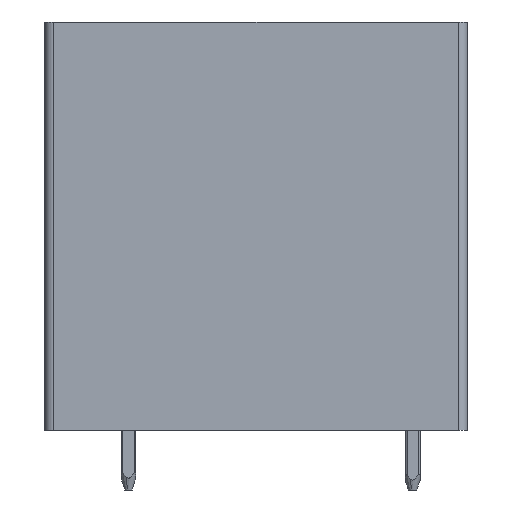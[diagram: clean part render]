
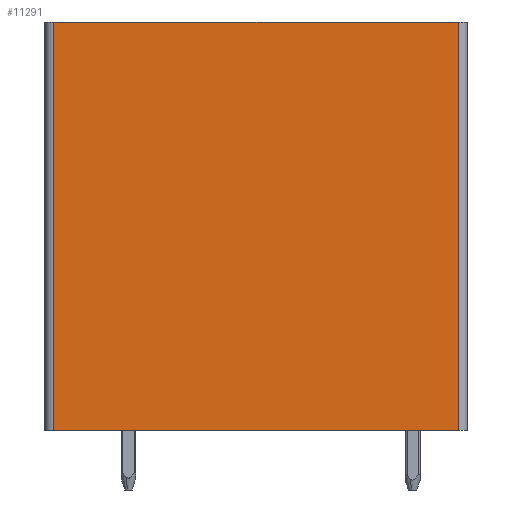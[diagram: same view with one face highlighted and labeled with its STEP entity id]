
A CAD part, left-side view. The second image highlights one B-rep face of the part: STEP entity #11291.
In plain terms, the highlighted planar face has unit normal (-1, 0, 0).
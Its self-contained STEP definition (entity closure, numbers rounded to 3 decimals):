
#11278=AXIS2_PLACEMENT_3D('Plane Axis2P3D',#11275,#11276,#11277) ;
#7638=CARTESIAN_POINT('Vertex',(0.,22.2,25.1)) ;
#7641=CARTESIAN_POINT('Line Origine',(0.,11.35,25.1)) ;
#7645=CARTESIAN_POINT('Vertex',(0.,0.5,25.1)) ;
#11225=CARTESIAN_POINT('Line Origine',(0.,0.5,14.15)) ;
#11229=CARTESIAN_POINT('Vertex',(0.,0.5,3.2)) ;
#11260=CARTESIAN_POINT('Vertex',(0.,22.2,3.2)) ;
#11263=CARTESIAN_POINT('Line Origine',(0.,22.2,14.15)) ;
#11275=CARTESIAN_POINT('Axis2P3D Location',(0.,0.,0.)) ;
#11280=CARTESIAN_POINT('Line Origine',(0.,11.35,3.2)) ;
#7642=DIRECTION('Vector Direction',(0.,-1.,0.)) ;
#11226=DIRECTION('Vector Direction',(0.,0.,1.)) ;
#11264=DIRECTION('Vector Direction',(0.,0.,1.)) ;
#11276=DIRECTION('Axis2P3D Direction',(-1.,0.,0.)) ;
#11277=DIRECTION('Axis2P3D XDirection',(0.,0.,1.)) ;
#11281=DIRECTION('Vector Direction',(0.,-1.,0.)) ;
#7643=VECTOR('Line Direction',#7642,1.) ;
#11227=VECTOR('Line Direction',#11226,1.) ;
#11265=VECTOR('Line Direction',#11264,1.) ;
#11282=VECTOR('Line Direction',#11281,1.) ;
#11286=ORIENTED_EDGE('',*,*,#7647,.T.) ;
#11287=ORIENTED_EDGE('',*,*,#11267,.T.) ;
#11288=ORIENTED_EDGE('',*,*,#11284,.T.) ;
#11289=ORIENTED_EDGE('',*,*,#11231,.T.) ;
#11291=ADVANCED_FACE('HOUSING',(#11290),#11279,.T.) ;
#7647=EDGE_CURVE('',#7646,#7639,#7644,.F.) ;
#11231=EDGE_CURVE('',#11230,#7646,#11228,.T.) ;
#11267=EDGE_CURVE('',#7639,#11261,#11266,.F.) ;
#11284=EDGE_CURVE('',#11261,#11230,#11283,.T.) ;
#11285=EDGE_LOOP('',(#11286,#11287,#11288,#11289)) ;
#11290=FACE_OUTER_BOUND('',#11285,.T.) ;
#7644=LINE('Line',#7641,#7643) ;
#11228=LINE('Line',#11225,#11227) ;
#11266=LINE('Line',#11263,#11265) ;
#11283=LINE('Line',#11280,#11282) ;
#11279=PLANE('',#11278) ;
#7639=VERTEX_POINT('',#7638) ;
#7646=VERTEX_POINT('',#7645) ;
#11230=VERTEX_POINT('',#11229) ;
#11261=VERTEX_POINT('',#11260) ;
